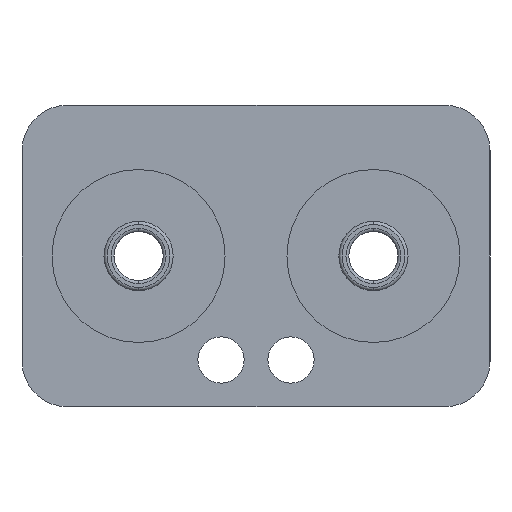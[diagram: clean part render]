
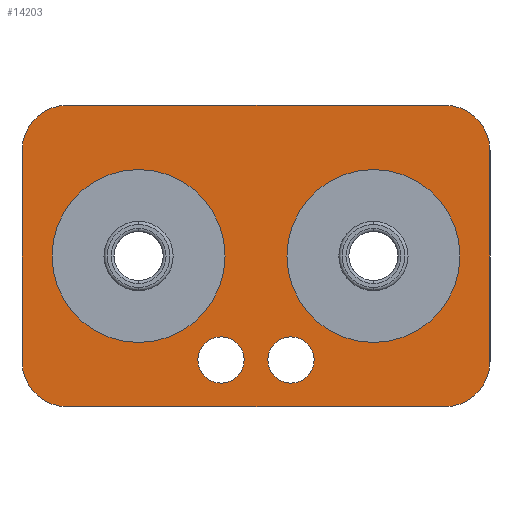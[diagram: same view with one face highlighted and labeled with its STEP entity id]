
A CAD part, left-side view. The second image highlights one B-rep face of the part: STEP entity #14203.
In plain terms, the highlighted planar face has unit normal (-1, 0, 0).
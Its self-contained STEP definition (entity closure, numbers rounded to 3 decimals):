
#126 = CARTESIAN_POINT ( 'NONE',  ( -54.485, 6.45, 4.75 ) ) ;
#174 = VERTEX_POINT ( 'NONE', #14815 ) ;
#205 = AXIS2_PLACEMENT_3D ( 'NONE', #20574, #10166, #10440 ) ;
#253 = VERTEX_POINT ( 'NONE', #15096 ) ;
#376 = EDGE_LOOP ( 'NONE', ( #1241, #5371 ) ) ;
#751 = ORIENTED_EDGE ( 'NONE', *, *, #8702, .F. ) ;
#1002 = PLANE ( 'NONE',  #5080 ) ;
#1241 = ORIENTED_EDGE ( 'NONE', *, *, #19044, .T. ) ;
#1826 = AXIS2_PLACEMENT_3D ( 'NONE', #14606, #18049, #6334 ) ;
#1915 = EDGE_CURVE ( 'NONE', #14135, #174, #13965, .T. ) ;
#2122 = VECTOR ( 'NONE', #11895, 1000. ) ;
#2699 = AXIS2_PLACEMENT_3D ( 'NONE', #18330, #9997, #16573 ) ;
#2824 = CARTESIAN_POINT ( 'NONE',  ( -54.485, 1.92, -5.71 ) ) ;
#2823 = CARTESIAN_POINT ( 'NONE',  ( -54.485, 10.35, -8.28 ) ) ;
#2837 = EDGE_CURVE ( 'NONE', #7726, #14653, #13665, .T. ) ;
#2858 = CARTESIAN_POINT ( 'NONE',  ( -54.485, -6.45, 4.75 ) ) ;
#2916 = CARTESIAN_POINT ( 'NONE',  ( -54.485, -12.85, 0. ) ) ;
#3209 = DIRECTION ( 'NONE',  ( -1., 0., 0. ) ) ;
#3227 = ORIENTED_EDGE ( 'NONE', *, *, #1915, .F. ) ;
#3629 = EDGE_CURVE ( 'NONE', #16486, #9505, #17067, .T. ) ;
#3864 = VERTEX_POINT ( 'NONE', #2858 ) ;
#4543 = EDGE_CURVE ( 'NONE', #5169, #3864, #17510, .T. ) ;
#4728 = CARTESIAN_POINT ( 'NONE',  ( -54.485, -12.85, -5.78 ) ) ;
#4807 = CARTESIAN_POINT ( 'NONE',  ( -54.485, 12.85, 5.78 ) ) ;
#5080 = AXIS2_PLACEMENT_3D ( 'NONE', #19333, #16178, #19496 ) ;
#5169 = VERTEX_POINT ( 'NONE', #5566 ) ;
#5201 = AXIS2_PLACEMENT_3D ( 'NONE', #2824, #9571, #16308 ) ;
#5284 = DIRECTION ( 'NONE',  ( -1., 0., 0. ) ) ;
#5348 = EDGE_LOOP ( 'NONE', ( #11629, #16633 ) ) ;
#5352 = CARTESIAN_POINT ( 'NONE',  ( -54.485, -10.35, 5.78 ) ) ;
#5371 = ORIENTED_EDGE ( 'NONE', *, *, #16961, .T. ) ;
#5566 = CARTESIAN_POINT ( 'NONE',  ( -54.485, -6.45, -4.75 ) ) ;
#5709 = DIRECTION ( 'NONE',  ( 0., 0., 1. ) ) ;
#5760 = ORIENTED_EDGE ( 'NONE', *, *, #5985, .F. ) ;
#5985 = EDGE_CURVE ( 'NONE', #14974, #13968, #7682, .T. ) ;
#6334 = DIRECTION ( 'NONE',  ( 0., 0., 1. ) ) ;
#6621 = LINE ( 'NONE', #6812, #11380 ) ;
#6802 = CIRCLE ( 'NONE', #5201, 1.27 ) ;
#6812 = CARTESIAN_POINT ( 'NONE',  ( -54.485, 12.85, -8.28 ) ) ;
#6825 = CIRCLE ( 'NONE', #16979, 1.27 ) ;
#6983 = CARTESIAN_POINT ( 'NONE',  ( -54.485, 10.35, 8.28 ) ) ;
#7017 = CARTESIAN_POINT ( 'NONE',  ( -54.485, 1.92, -6.98 ) ) ;
#7187 = EDGE_CURVE ( 'NONE', #253, #15116, #17954, .T. ) ;
#7372 = FACE_BOUND ( 'NONE', #18196, .T. ) ;
#7376 = CARTESIAN_POINT ( 'NONE',  ( -54.485, -1.92, -6.98 ) ) ;
#7439 = EDGE_CURVE ( 'NONE', #3864, #5169, #21648, .T. ) ;
#7463 = CARTESIAN_POINT ( 'NONE',  ( -54.485, 10.35, -5.78 ) ) ;
#7515 = VERTEX_POINT ( 'NONE', #126 ) ;
#7585 = EDGE_CURVE ( 'NONE', #10769, #7726, #15039, .T. ) ;
#7682 = CIRCLE ( 'NONE', #2699, 1.27 ) ;
#7726 = VERTEX_POINT ( 'NONE', #8974 ) ;
#7908 = FACE_BOUND ( 'NONE', #14607, .T. ) ;
#8185 = FACE_BOUND ( 'NONE', #376, .T. ) ;
#8342 = CARTESIAN_POINT ( 'NONE',  ( -54.485, 12.85, 0. ) ) ;
#8520 = CARTESIAN_POINT ( 'NONE',  ( -54.485, -10.35, -5.78 ) ) ;
#8610 = CARTESIAN_POINT ( 'NONE',  ( -54.485, -10.35, 8.28 ) ) ;
#8702 = EDGE_CURVE ( 'NONE', #174, #14135, #6825, .T. ) ;
#8769 = CARTESIAN_POINT ( 'NONE',  ( -54.485, -10.35, -8.28 ) ) ;
#8873 = ORIENTED_EDGE ( 'NONE', *, *, #13001, .F. ) ;
#8974 = CARTESIAN_POINT ( 'NONE',  ( -54.485, 12.85, -5.78 ) ) ;
#9107 = DIRECTION ( 'NONE',  ( 0., 0., 1. ) ) ;
#9232 = LINE ( 'NONE', #2916, #9516 ) ;
#9322 = CIRCLE ( 'NONE', #17984, 4.75 ) ;
#9450 = LINE ( 'NONE', #13613, #17366 ) ;
#9492 = FACE_BOUND ( 'NONE', #5348, .T. ) ;
#9505 = VERTEX_POINT ( 'NONE', #4728 ) ;
#9516 = VECTOR ( 'NONE', #21336, 1000. ) ;
#9571 = DIRECTION ( 'NONE',  ( -1., 0., 0. ) ) ;
#9931 = CARTESIAN_POINT ( 'NONE',  ( -54.485, 6.45, 0. ) ) ;
#9997 = DIRECTION ( 'NONE',  ( -1., 0., 0. ) ) ;
#10166 = DIRECTION ( 'NONE',  ( 1., 0., 0. ) ) ;
#10316 = AXIS2_PLACEMENT_3D ( 'NONE', #5352, #18908, #15578 ) ;
#10440 = DIRECTION ( 'NONE',  ( 0., 0., 1. ) ) ;
#10769 = VERTEX_POINT ( 'NONE', #4807 ) ;
#10782 = CARTESIAN_POINT ( 'NONE',  ( -54.485, -1.92, -5.71 ) ) ;
#10932 = EDGE_LOOP ( 'NONE', ( #21792, #19438, #19804, #21725, #13695, #18365, #15975, #15680 ) ) ;
#11380 = VECTOR ( 'NONE', #13597, 1000. ) ;
#11629 = ORIENTED_EDGE ( 'NONE', *, *, #4543, .F. ) ;
#11895 = DIRECTION ( 'NONE',  ( 0., 0., -1. ) ) ;
#12240 = AXIS2_PLACEMENT_3D ( 'NONE', #14620, #19713, #17990 ) ;
#12283 = DIRECTION ( 'NONE',  ( -1., 0., 0. ) ) ;
#12312 = DIRECTION ( 'NONE',  ( -1., 0., 0. ) ) ;
#12376 = VERTEX_POINT ( 'NONE', #16110 ) ;
#12947 = EDGE_CURVE ( 'NONE', #16991, #10769, #13008, .T. ) ;
#13001 = EDGE_CURVE ( 'NONE', #13968, #14974, #6802, .T. ) ;
#13008 = CIRCLE ( 'NONE', #1826, 2.5 ) ;
#13294 = EDGE_CURVE ( 'NONE', #14653, #16486, #6621, .T. ) ;
#13597 = DIRECTION ( 'NONE',  ( 0., -1., 0. ) ) ;
#13613 = CARTESIAN_POINT ( 'NONE',  ( -54.485, 12.85, 8.28 ) ) ;
#13665 = CIRCLE ( 'NONE', #21575, 2.5 ) ;
#13690 = EDGE_CURVE ( 'NONE', #253, #9505, #9232, .T. ) ;
#13695 = ORIENTED_EDGE ( 'NONE', *, *, #13690, .F. ) ;
#13965 = CIRCLE ( 'NONE', #12240, 1.27 ) ;
#13968 = VERTEX_POINT ( 'NONE', #7017 ) ;
#14072 = CARTESIAN_POINT ( 'NONE',  ( -54.485, -6.45, 0. ) ) ;
#14125 = DIRECTION ( 'NONE',  ( -1., 0., 0. ) ) ;
#14135 = VERTEX_POINT ( 'NONE', #7376 ) ;
#14203 = ADVANCED_FACE ( 'NONE', ( #20344, #7372, #8185, #9492, #7908 ), #1002, .T. ) ;
#14606 = CARTESIAN_POINT ( 'NONE',  ( -54.485, 10.35, 5.78 ) ) ;
#14607 = EDGE_LOOP ( 'NONE', ( #3227, #751 ) ) ;
#14610 = CARTESIAN_POINT ( 'NONE',  ( -54.485, 1.92, -4.44 ) ) ;
#14620 = CARTESIAN_POINT ( 'NONE',  ( -54.485, -1.92, -5.71 ) ) ;
#14653 = VERTEX_POINT ( 'NONE', #2823 ) ;
#14815 = CARTESIAN_POINT ( 'NONE',  ( -54.485, -1.92, -4.44 ) ) ;
#14961 = DIRECTION ( 'NONE',  ( 1., 0., 0. ) ) ;
#14974 = VERTEX_POINT ( 'NONE', #14610 ) ;
#15039 = LINE ( 'NONE', #8342, #2122 ) ;
#15096 = CARTESIAN_POINT ( 'NONE',  ( -54.485, -12.85, 5.78 ) ) ;
#15116 = VERTEX_POINT ( 'NONE', #8610 ) ;
#15373 = DIRECTION ( 'NONE',  ( 0., 0., 1. ) ) ;
#15578 = DIRECTION ( 'NONE',  ( 0., 0., 1. ) ) ;
#15679 = EDGE_CURVE ( 'NONE', #16991, #15116, #9450, .T. ) ;
#15680 = ORIENTED_EDGE ( 'NONE', *, *, #12947, .T. ) ;
#15975 = ORIENTED_EDGE ( 'NONE', *, *, #15679, .F. ) ;
#16110 = CARTESIAN_POINT ( 'NONE',  ( -54.485, 6.45, -4.75 ) ) ;
#16178 = DIRECTION ( 'NONE',  ( -1., 0., 0. ) ) ;
#16295 = CIRCLE ( 'NONE', #205, 4.75 ) ;
#16308 = DIRECTION ( 'NONE',  ( 0., 0., 1. ) ) ;
#16389 = AXIS2_PLACEMENT_3D ( 'NONE', #14072, #12312, #9107 ) ;
#16411 = CARTESIAN_POINT ( 'NONE',  ( -54.485, -6.45, 0. ) ) ;
#16486 = VERTEX_POINT ( 'NONE', #8769 ) ;
#16573 = DIRECTION ( 'NONE',  ( 0., 0., 1. ) ) ;
#16633 = ORIENTED_EDGE ( 'NONE', *, *, #7439, .F. ) ;
#16660 = DIRECTION ( 'NONE',  ( 0., 0., 1. ) ) ;
#16961 = EDGE_CURVE ( 'NONE', #12376, #7515, #16295, .T. ) ;
#16979 = AXIS2_PLACEMENT_3D ( 'NONE', #10782, #12283, #18971 ) ;
#16991 = VERTEX_POINT ( 'NONE', #6983 ) ;
#17067 = CIRCLE ( 'NONE', #19624, 2.5 ) ;
#17366 = VECTOR ( 'NONE', #20212, 1000. ) ;
#17510 = CIRCLE ( 'NONE', #16389, 4.75 ) ;
#17954 = CIRCLE ( 'NONE', #10316, 2.5 ) ;
#17984 = AXIS2_PLACEMENT_3D ( 'NONE', #9931, #14961, #16660 ) ;
#17990 = DIRECTION ( 'NONE',  ( 0., 0., -1. ) ) ;
#18049 = DIRECTION ( 'NONE',  ( -1., 0., 0. ) ) ;
#18142 = DIRECTION ( 'NONE',  ( 0., 0., 1. ) ) ;
#18196 = EDGE_LOOP ( 'NONE', ( #5760, #8873 ) ) ;
#18330 = CARTESIAN_POINT ( 'NONE',  ( -54.485, 1.92, -5.71 ) ) ;
#18365 = ORIENTED_EDGE ( 'NONE', *, *, #7187, .T. ) ;
#18908 = DIRECTION ( 'NONE',  ( -1., 0., 0. ) ) ;
#18941 = AXIS2_PLACEMENT_3D ( 'NONE', #16411, #3209, #18142 ) ;
#18971 = DIRECTION ( 'NONE',  ( 0., 0., -1. ) ) ;
#19044 = EDGE_CURVE ( 'NONE', #7515, #12376, #9322, .T. ) ;
#19333 = CARTESIAN_POINT ( 'NONE',  ( -54.485, 12.85, 0. ) ) ;
#19438 = ORIENTED_EDGE ( 'NONE', *, *, #2837, .T. ) ;
#19496 = DIRECTION ( 'NONE',  ( 0., 0., 1. ) ) ;
#19624 = AXIS2_PLACEMENT_3D ( 'NONE', #8520, #5284, #15373 ) ;
#19713 = DIRECTION ( 'NONE',  ( -1., 0., 0. ) ) ;
#19804 = ORIENTED_EDGE ( 'NONE', *, *, #13294, .T. ) ;
#20212 = DIRECTION ( 'NONE',  ( 0., -1., 0. ) ) ;
#20344 = FACE_OUTER_BOUND ( 'NONE', #10932, .T. ) ;
#20574 = CARTESIAN_POINT ( 'NONE',  ( -54.485, 6.45, 0. ) ) ;
#21336 = DIRECTION ( 'NONE',  ( 0., 0., -1. ) ) ;
#21575 = AXIS2_PLACEMENT_3D ( 'NONE', #7463, #14125, #5709 ) ;
#21648 = CIRCLE ( 'NONE', #18941, 4.75 ) ;
#21725 = ORIENTED_EDGE ( 'NONE', *, *, #3629, .T. ) ;
#21792 = ORIENTED_EDGE ( 'NONE', *, *, #7585, .T. ) ;
